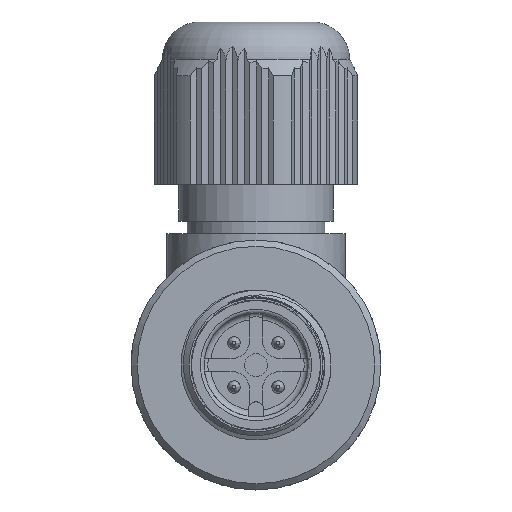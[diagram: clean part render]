
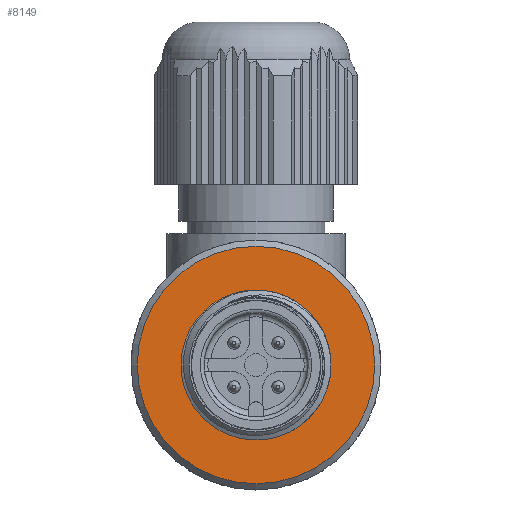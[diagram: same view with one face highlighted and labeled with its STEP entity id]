
A CAD part, left-side view. The second image highlights one B-rep face of the part: STEP entity #8149.
In plain terms, the highlighted face is planar.
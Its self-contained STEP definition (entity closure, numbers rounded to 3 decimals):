
#800=FACE_BOUND($,#1455,.T.);
#996=FACE_OUTER_BOUND($,#1454,.T.);
#1454=EDGE_LOOP($,(#6585));
#1455=EDGE_LOOP($,(#6586));
#1774=CIRCLE($,#8629,5.672);
#2168=CIRCLE($,#9067,9.5);
#3305=VERTEX_POINT($,#18728);
#3712=VERTEX_POINT($,#19824);
#4359=EDGE_CURVE($,#3305,#3305,#1774,.T.);
#4795=EDGE_CURVE($,#3712,#3712,#2168,.T.);
#6585=ORIENTED_EDGE($,*,*,#4795,.T.);
#6586=ORIENTED_EDGE($,*,*,#4359,.T.);
#7954=PLANE($,#9068);
#8149=ADVANCED_FACE($,(#996,#800),#7954,.T.);
#8629=AXIS2_PLACEMENT_3D($,#18729,#10106,#10107);
#9067=AXIS2_PLACEMENT_3D($,#19825,#11006,#11007);
#9068=AXIS2_PLACEMENT_3D($,#19826,#11008,#11009);
#10106=DIRECTION('center_axis',(0.,0.,
-1.));
#10107=DIRECTION('ref_axis',(0.,1.,0.));
#11006=DIRECTION('center_axis',(0.,0.,
1.));
#11007=DIRECTION('ref_axis',(-1.,0.,0.));
#11008=DIRECTION('center_axis',(0.,0.,
1.));
#11009=DIRECTION('ref_axis',(-1.,0.,0.));
#18728=CARTESIAN_POINT('',(8.869,67.354,21.55));
#18729=CARTESIAN_POINT('Origin',(8.869,73.026,21.55));
#19824=CARTESIAN_POINT('',(8.869,63.526,21.55));
#19825=CARTESIAN_POINT('Origin',(8.869,73.026,21.55));
#19826=CARTESIAN_POINT('Origin',(1.284,73.026,21.55));
